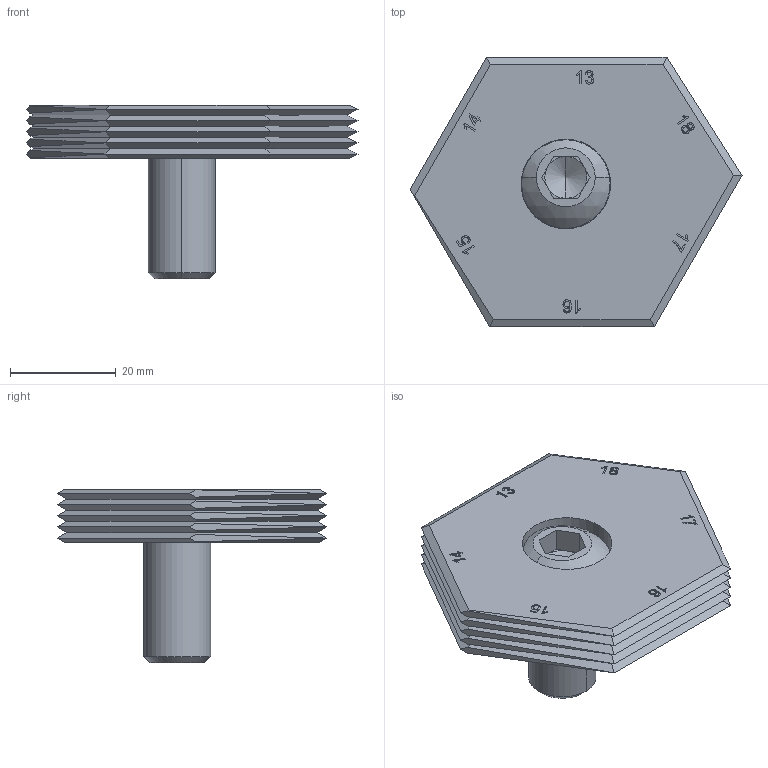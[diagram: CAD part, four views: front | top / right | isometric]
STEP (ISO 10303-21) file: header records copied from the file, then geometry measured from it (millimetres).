
FILE_DESCRIPTION (( 'STEP AP214' ), '1' );
FILE_NAME ('SW3dPS-95135.step', '2010-05-05T01:49:01', ( 'sysAdmin' ), ( 'SolidWorks' ), 'SwSTEP 2.0', 'SolidWorks 2010', '' );
FILE_SCHEMA (( 'AUTOMOTIVE_DESIGN' ));
Length unit declared in the file: inch
Products named in the file (3): SW3dPS-95135; SW3dPS-95135_10373; SW3dPS-95135_190135
Assembly tree (2 placements, depth 2):
  SW3dPS-95135
    SW3dPS-95135_190135
    SW3dPS-95135_10373
Bounding box: 62.73 x 51 x 32.77 mm (x, y, z)
Volume: 24937.2 mm3; surface area: 9843.3 mm2
Topology: 2 solids, 2 shells, 242 faces, 596 edges, 375 vertices
Faces by surface type: plane 159, bspline 69, cylinder 8, cone 4, sphere 2
Entity records: 12764 total; most frequent: CARTESIAN_POINT 7423, ORIENTED_EDGE 1188, DIRECTION 834, EDGE_CURVE 594, VECTOR 426, LINE 426, VERTEX_POINT 375, EDGE_LOOP 263
